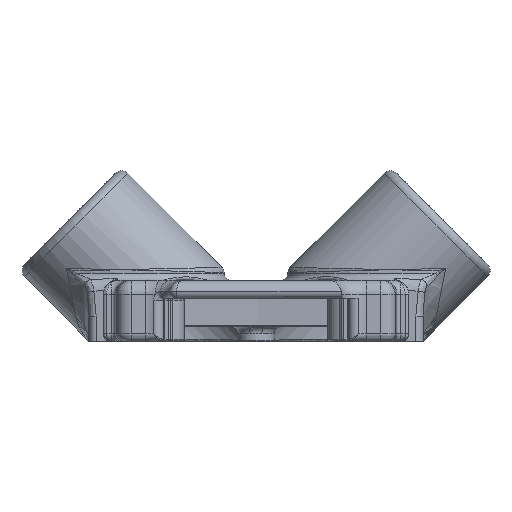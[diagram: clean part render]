
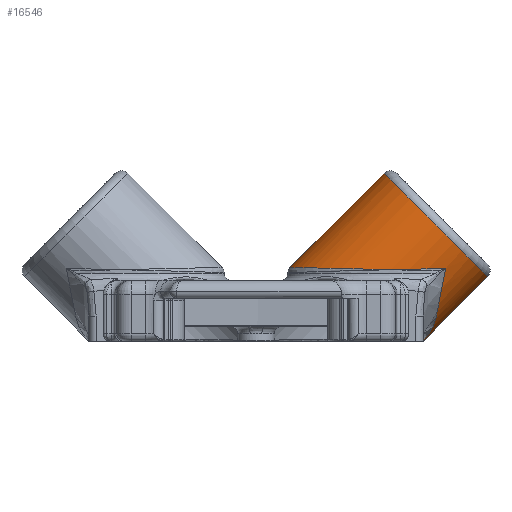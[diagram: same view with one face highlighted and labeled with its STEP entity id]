
A CAD part, front view. The second image highlights one B-rep face of the part: STEP entity #16546.
In plain terms, the highlighted cylindrical face has radius 10.233 mm (diameter 20.465 mm), a partial arc.
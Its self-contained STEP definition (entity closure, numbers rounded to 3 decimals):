
#722 = CARTESIAN_POINT ( 'NONE',  ( 25.203, 56.77, 16.274 ) ) ;
#931 = CIRCLE ( 'NONE', #12640, 10.233 ) ;
#1045 = ORIENTED_EDGE ( 'NONE', *, *, #18629, .F. ) ;
#1658 = DIRECTION ( 'NONE',  ( 0.707, 0., -0.707 ) ) ;
#1702 = CARTESIAN_POINT ( 'NONE',  ( 22.185, 46.777, 10.076 ) ) ;
#1755 = CARTESIAN_POINT ( 'NONE',  ( 20.235, 46.567, 10.031 ) ) ;
#1998 = CARTESIAN_POINT ( 'NONE',  ( 25.974, 49.054, 7.117 ) ) ;
#2124 = CARTESIAN_POINT ( 'NONE',  ( 23.4, 56.77, 0. ) ) ;
#2160 = B_SPLINE_CURVE_WITH_KNOTS ( 'NONE', 3,
 ( #11074, #12468, #9518, #3501, #6435, #18680, #15611, #2124 ),
 .UNSPECIFIED., .F., .F.,
 ( 4, 2, 2, 4 ),
 ( 0., 0.001, 0.003, 0.006 ),
 .UNSPECIFIED. ) ;
#2415 = DIRECTION ( 'NONE',  ( 0.707, 0., 0.707 ) ) ;
#2591 = CARTESIAN_POINT ( 'NONE',  ( 18.729, 46.537, 10.005 ) ) ;
#2635 = AXIS2_PLACEMENT_3D ( 'NONE', #18292, #12302, #1658 ) ;
#3006 = ORIENTED_EDGE ( 'NONE', *, *, #5687, .T. ) ;
#3501 = CARTESIAN_POINT ( 'NONE',  ( 24.827, 53.857, 2.015 ) ) ;
#3704 = DIRECTION ( 'NONE',  ( 0.707, 0., -0.707 ) ) ;
#3756 = ORIENTED_EDGE ( 'NONE', *, *, #7829, .T. ) ;
#3921 = CARTESIAN_POINT ( 'NONE',  ( 8.916, 56.77, 14.459 ) ) ;
#3964 = CARTESIAN_POINT ( 'NONE',  ( 6.69, 51.574, 10.272 ) ) ;
#4143 = CARTESIAN_POINT ( 'NONE',  ( 17.967, 56.77, 23.51 ) ) ;
#4159 = CARTESIAN_POINT ( 'NONE',  ( 11.139, 48.211, 10.189 ) ) ;
#5459 = CARTESIAN_POINT ( 'NONE',  ( 9.405, 49.201, 10.226 ) ) ;
#5501 = LINE ( 'NONE', #6340, #16539 ) ;
#5526 = CARTESIAN_POINT ( 'NONE',  ( 5.794, 52.921, 10.284 ) ) ;
#5668 = CARTESIAN_POINT ( 'NONE',  ( 12.252, 47.748, 10.164 ) ) ;
#5687 = EDGE_CURVE ( 'NONE', #19421, #13811, #8727, .T. ) ;
#5927 = EDGE_CURVE ( 'NONE', #15558, #19421, #7208, .T. ) ;
#6208 = LINE ( 'NONE', #3921, #12297 ) ;
#6340 = CARTESIAN_POINT ( 'NONE',  ( 23.387, 56.77, -0.013 ) ) ;
#6435 = CARTESIAN_POINT ( 'NONE',  ( 24.691, 54.22, 1.737 ) ) ;
#6715 = CYLINDRICAL_SURFACE ( 'NONE', #2635, 10.233 ) ;
#6896 = CARTESIAN_POINT ( 'NONE',  ( 6.002, 52.572, 10.281 ) ) ;
#6964 = CARTESIAN_POINT ( 'NONE',  ( 8.115, 50.165, 10.25 ) ) ;
#7040 = CARTESIAN_POINT ( 'NONE',  ( 5.274, 54.006, 10.289 ) ) ;
#7103 = CARTESIAN_POINT ( 'NONE',  ( 12.631, 47.606, 10.156 ) ) ;
#7163 = CARTESIAN_POINT ( 'NONE',  ( 13.777, 47.238, 10.128 ) ) ;
#7208 = B_SPLINE_CURVE_WITH_KNOTS ( 'NONE', 3,
 ( #9907, #15954, #11676, #18950, #13007, #7040, #14524, #5526, #6896, #3964, #8602, #6964, #14450, #19092, #5459, #11401, #4159, #5668, #7103, #18885, #7163, #17402, #9977, #13075, #16014, #12944, #16146, #14599, #2591, #17458 ),
 .UNSPECIFIED., .F., .F.,
 ( 4, 2, 2, 2, 2, 2, 2, 2, 2, 2, 2, 2, 2, 2, 4 ),
 ( 0.019, 0.02, 0.022, 0.023, 0.024, 0.026, 0.028, 0.029, 0.031, 0.032, 0.034, 0.036, 0.037, 0.038, 0.038 ),
 .UNSPECIFIED. ) ;
#7622 = CARTESIAN_POINT ( 'NONE',  ( 25.971, 47.755, 10.161 ) ) ;
#7829 = EDGE_CURVE ( 'NONE', #15132, #13244, #5501, .T. ) ;
#8129 = EDGE_CURVE ( 'NONE', #15790, #15132, #2160, .T. ) ;
#8406 = ORIENTED_EDGE ( 'NONE', *, *, #14054, .T. ) ;
#8415 = CARTESIAN_POINT ( 'NONE',  ( 32.438, 56.77, 9.038 ) ) ;
#8602 = CARTESIAN_POINT ( 'NONE',  ( 7.224, 50.978, 10.265 ) ) ;
#8727 = B_SPLINE_CURVE_WITH_KNOTS ( 'NONE', 3,
 ( #18149, #10588, #1755, #9035, #1702, #16627, #11042, #15190, #7622, #13759 ),
 .UNSPECIFIED., .F., .F.,
 ( 4, 2, 2, 2, 4 ),
 ( -0.003, -0.001, 0.001, 0.003, 0.004 ),
 .UNSPECIFIED. ) ;
#9035 = CARTESIAN_POINT ( 'NONE',  ( 21.537, 46.687, 10.061 ) ) ;
#9337 = CARTESIAN_POINT ( 'NONE',  ( 25.504, 50.559, 4.723 ) ) ;
#9518 = CARTESIAN_POINT ( 'NONE',  ( 25.053, 53.128, 2.59 ) ) ;
#9697 = EDGE_CURVE ( 'NONE', #13244, #18815, #931, .T. ) ;
#9907 = CARTESIAN_POINT ( 'NONE',  ( 4.751, 56.77, 10.293 ) ) ;
#9977 = CARTESIAN_POINT ( 'NONE',  ( 15.723, 46.788, 10.081 ) ) ;
#10158 = CARTESIAN_POINT ( 'NONE',  ( 26.575, 48.007, 10.174 ) ) ;
#10256 = EDGE_LOOP ( 'NONE', ( #1045, #12695, #3006, #8406, #17447, #3756, #16410 ) ) ;
#10588 = CARTESIAN_POINT ( 'NONE',  ( 19.583, 46.537, 10.015 ) ) ;
#11042 = CARTESIAN_POINT ( 'NONE',  ( 24.105, 47.171, 10.12 ) ) ;
#11074 = CARTESIAN_POINT ( 'NONE',  ( 25.204, 52.392, 3.196 ) ) ;
#11388 = CARTESIAN_POINT ( 'NONE',  ( 26.575, 48.007, 10.174 ) ) ;
#11401 = CARTESIAN_POINT ( 'NONE',  ( 10.426, 48.572, 10.205 ) ) ;
#11676 = CARTESIAN_POINT ( 'NONE',  ( 4.785, 55.961, 10.293 ) ) ;
#12297 = VECTOR ( 'NONE', #2415, 1000. ) ;
#12302 = DIRECTION ( 'NONE',  ( 0.707, 0., 0.707 ) ) ;
#12468 = CARTESIAN_POINT ( 'NONE',  ( 25.144, 52.76, 2.889 ) ) ;
#12511 = CARTESIAN_POINT ( 'NONE',  ( 25.204, 52.392, 3.196 ) ) ;
#12640 = AXIS2_PLACEMENT_3D ( 'NONE', #722, #17094, #3704 ) ;
#12695 = ORIENTED_EDGE ( 'NONE', *, *, #5927, .T. ) ;
#12919 = CARTESIAN_POINT ( 'NONE',  ( 4.751, 56.77, 10.293 ) ) ;
#12944 = CARTESIAN_POINT ( 'NONE',  ( 17.922, 46.562, 10.026 ) ) ;
#13007 = CARTESIAN_POINT ( 'NONE',  ( 5.017, 54.77, 10.291 ) ) ;
#13075 = CARTESIAN_POINT ( 'NONE',  ( 16.917, 46.638, 10.051 ) ) ;
#13244 = VERTEX_POINT ( 'NONE', #8415 ) ;
#13744 = CARTESIAN_POINT ( 'NONE',  ( 25.204, 52.392, 3.196 ) ) ;
#13759 = CARTESIAN_POINT ( 'NONE',  ( 26.575, 48.007, 10.174 ) ) ;
#13811 = VERTEX_POINT ( 'NONE', #11388 ) ;
#14054 = EDGE_CURVE ( 'NONE', #13811, #15790, #18395, .T. ) ;
#14450 = CARTESIAN_POINT ( 'NONE',  ( 8.429, 49.907, 10.244 ) ) ;
#14524 = CARTESIAN_POINT ( 'NONE',  ( 5.43, 53.636, 10.287 ) ) ;
#14599 = CARTESIAN_POINT ( 'NONE',  ( 18.526, 46.54, 10.01 ) ) ;
#14821 = CARTESIAN_POINT ( 'NONE',  ( 18.929, 46.537, 10. ) ) ;
#15132 = VERTEX_POINT ( 'NONE', #17452 ) ;
#15190 = CARTESIAN_POINT ( 'NONE',  ( 25.356, 47.539, 10.148 ) ) ;
#15558 = VERTEX_POINT ( 'NONE', #12919 ) ;
#15611 = CARTESIAN_POINT ( 'NONE',  ( 23.843, 56.036, 0.443 ) ) ;
#15646 = FACE_OUTER_BOUND ( 'NONE', #10256, .T. ) ;
#15790 = VERTEX_POINT ( 'NONE', #12511 ) ;
#15954 = CARTESIAN_POINT ( 'NONE',  ( 4.751, 56.363, 10.293 ) ) ;
#16014 = CARTESIAN_POINT ( 'NONE',  ( 17.319, 46.6, 10.041 ) ) ;
#16146 = CARTESIAN_POINT ( 'NONE',  ( 18.123, 46.553, 10.02 ) ) ;
#16410 = ORIENTED_EDGE ( 'NONE', *, *, #9697, .T. ) ;
#16539 = VECTOR ( 'NONE', #18456, 1000. ) ;
#16546 = ADVANCED_FACE ( 'NONE', ( #15646 ), #6715, .T. ) ;
#16627 = CARTESIAN_POINT ( 'NONE',  ( 23.469, 47.019, 10.106 ) ) ;
#17094 = DIRECTION ( 'NONE',  ( -0.707, 0., -0.707 ) ) ;
#17402 = CARTESIAN_POINT ( 'NONE',  ( 14.938, 46.937, 10.1 ) ) ;
#17447 = ORIENTED_EDGE ( 'NONE', *, *, #8129, .T. ) ;
#17452 = CARTESIAN_POINT ( 'NONE',  ( 23.4, 56.77, 0. ) ) ;
#17458 = CARTESIAN_POINT ( 'NONE',  ( 18.929, 46.537, 10. ) ) ;
#18149 = CARTESIAN_POINT ( 'NONE',  ( 18.929, 46.537, 10. ) ) ;
#18292 = CARTESIAN_POINT ( 'NONE',  ( 16.152, 56.77, 7.223 ) ) ;
#18395 =( BOUNDED_CURVE ( )  B_SPLINE_CURVE ( 3, ( #10158, #1998, #9337, #13744 ),
 .UNSPECIFIED., .F., .F. ) 
 B_SPLINE_CURVE_WITH_KNOTS ( ( 4, 4 ),
 ( 2.113, 2.7 ),
 .UNSPECIFIED. ) 
 CURVE ( )  GEOMETRIC_REPRESENTATION_ITEM ( )  RATIONAL_B_SPLINE_CURVE ( ( 1., 0.972, 0.972, 1. ) ) 
 REPRESENTATION_ITEM ( '' )  );
#18456 = DIRECTION ( 'NONE',  ( 0.707, 0., 0.707 ) ) ;
#18629 = EDGE_CURVE ( 'NONE', #15558, #18815, #6208, .T. ) ;
#18680 = CARTESIAN_POINT ( 'NONE',  ( 24.227, 55.309, 0.936 ) ) ;
#18815 = VERTEX_POINT ( 'NONE', #4143 ) ;
#18885 = CARTESIAN_POINT ( 'NONE',  ( 13.393, 47.352, 10.138 ) ) ;
#18950 = CARTESIAN_POINT ( 'NONE',  ( 4.917, 55.166, 10.292 ) ) ;
#19092 = CARTESIAN_POINT ( 'NONE',  ( 9.074, 49.425, 10.232 ) ) ;
#19421 = VERTEX_POINT ( 'NONE', #14821 ) ;
